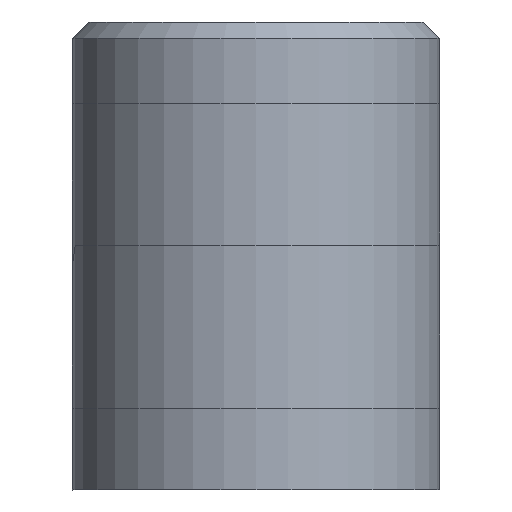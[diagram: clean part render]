
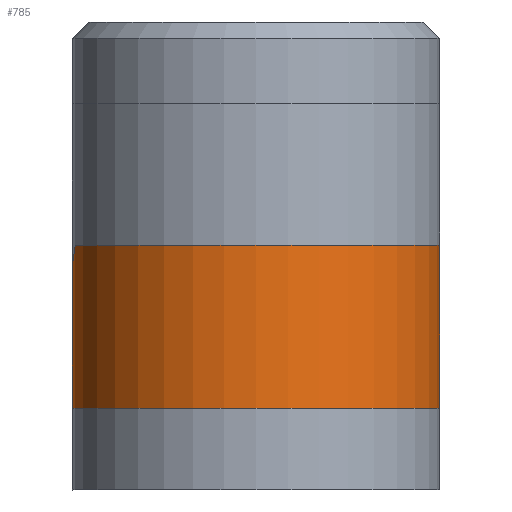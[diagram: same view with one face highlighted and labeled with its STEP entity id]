
A CAD part, left-side view. The second image highlights one B-rep face of the part: STEP entity #785.
In plain terms, the highlighted cylindrical face has radius 4.5 mm (diameter 9 mm), a partial arc.
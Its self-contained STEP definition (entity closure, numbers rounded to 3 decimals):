
#43=CIRCLE('',#844,4.5);
#54=CIRCLE('',#878,4.5);
#55=CIRCLE('',#879,4.5);
#69=CYLINDRICAL_SURFACE('',#877,4.5);
#121=FACE_OUTER_BOUND('',#170,.T.);
#170=EDGE_LOOP('',(#702,#703,#704,#705,#706,#707));
#190=LINE('',#1164,#262);
#240=LINE('',#1352,#312);
#244=LINE('',#1359,#316);
#262=VECTOR('',#922,10.);
#312=VECTOR('',#1096,10.);
#316=VECTOR('',#1104,1000.);
#336=VERTEX_POINT('',#1161);
#337=VERTEX_POINT('',#1163);
#352=VERTEX_POINT('',#1222);
#382=VERTEX_POINT('',#1351);
#383=VERTEX_POINT('',#1357);
#384=VERTEX_POINT('',#1362);
#406=EDGE_CURVE('',#336,#337,#190,.T.);
#438=EDGE_CURVE('',#352,#337,#43,.T.);
#488=EDGE_CURVE('',#382,#352,#240,.T.);
#492=EDGE_CURVE('',#336,#383,#244,.T.);
#494=EDGE_CURVE('',#384,#383,#54,.T.);
#495=EDGE_CURVE('',#382,#384,#55,.F.);
#702=ORIENTED_EDGE('',*,*,#488,.T.);
#703=ORIENTED_EDGE('',*,*,#438,.T.);
#704=ORIENTED_EDGE('',*,*,#406,.F.);
#705=ORIENTED_EDGE('',*,*,#492,.T.);
#706=ORIENTED_EDGE('',*,*,#494,.F.);
#707=ORIENTED_EDGE('',*,*,#495,.F.);
#785=ADVANCED_FACE('',(#121),#69,.T.);
#844=AXIS2_PLACEMENT_3D('',#1224,#998,#999);
#877=AXIS2_PLACEMENT_3D('',#1361,#1106,#1107);
#878=AXIS2_PLACEMENT_3D('',#1363,#1108,#1109);
#879=AXIS2_PLACEMENT_3D('',#1364,#1110,#1111);
#922=DIRECTION('',(0.,0.,-1.));
#998=DIRECTION('center_axis',(0.,0.,1.));
#999=DIRECTION('ref_axis',(0.,-1.,0.));
#1096=DIRECTION('',(0.,0.,-1.));
#1104=DIRECTION('',(0.,0.,1.));
#1106=DIRECTION('center_axis',(0.,0.,1.));
#1107=DIRECTION('ref_axis',(-1.,0.,0.));
#1108=DIRECTION('center_axis',(0.,0.,1.));
#1109=DIRECTION('ref_axis',(1.,0.,0.));
#1110=DIRECTION('center_axis',(0.,0.,
-1.));
#1111=DIRECTION('ref_axis',(0.,1.,0.));
#1161=CARTESIAN_POINT('',(-13.623,65.701,5.55));
#1163=CARTESIAN_POINT('',(-13.623,65.701,2.55));
#1164=CARTESIAN_POINT('',(-13.623,65.701,5.55));
#1222=CARTESIAN_POINT('',(-13.623,74.701,2.55));
#1224=CARTESIAN_POINT('Origin',(-13.623,70.201,2.55));
#1351=CARTESIAN_POINT('',(-13.623,74.701,6.05));
#1352=CARTESIAN_POINT('',(-13.623,74.701,1.797));
#1357=CARTESIAN_POINT('',(-13.623,65.701,6.55));
#1359=CARTESIAN_POINT('',(-13.623,65.701,2.55));
#1361=CARTESIAN_POINT('Origin',(-13.623,70.201,2.55));
#1362=CARTESIAN_POINT('',(-18.123,70.201,6.55));
#1363=CARTESIAN_POINT('Origin',(-13.623,70.201,6.55));
#1364=CARTESIAN_POINT('Origin',(-13.623,70.201,6.55));
